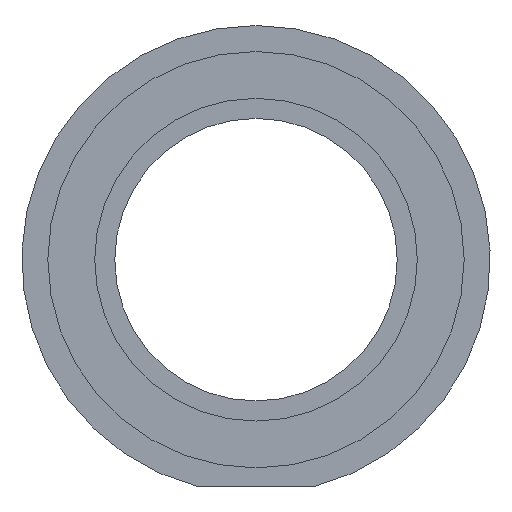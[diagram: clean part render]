
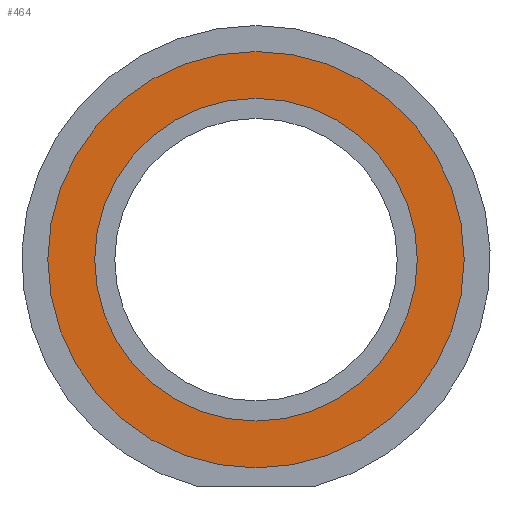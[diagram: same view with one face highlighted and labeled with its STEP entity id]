
A CAD part, front view. The second image highlights one B-rep face of the part: STEP entity #464.
In plain terms, the highlighted planar face has unit normal (0, -1, 0).
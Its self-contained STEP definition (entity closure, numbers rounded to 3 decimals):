
#2 = EDGE_CURVE ( 'NONE', #68, #497, #404, .T. ) ;
#16 = EDGE_LOOP ( 'NONE', ( #877, #751 ) ) ;
#17 = CARTESIAN_POINT ( 'NONE',  ( 0., 0., 0. ) ) ;
#52 = CIRCLE ( 'NONE', #778, 28. ) ;
#68 = VERTEX_POINT ( 'NONE', #326 ) ;
#116 = CIRCLE ( 'NONE', #839, 28. ) ;
#126 = CARTESIAN_POINT ( 'NONE',  ( 0., 0., -21.7 ) ) ;
#132 = AXIS2_PLACEMENT_3D ( 'NONE', #828, #182, #836 ) ;
#165 = EDGE_LOOP ( 'NONE', ( #525, #772 ) ) ;
#172 = FACE_OUTER_BOUND ( 'NONE', #16, .T. ) ;
#182 = DIRECTION ( 'NONE',  ( 0., 1., 0. ) ) ;
#253 = DIRECTION ( 'NONE',  ( 0., -1., 0. ) ) ;
#259 = DIRECTION ( 'NONE',  ( 0., -1., 0. ) ) ;
#260 = VERTEX_POINT ( 'NONE', #496 ) ;
#302 = DIRECTION ( 'NONE',  ( 0., 0., -1. ) ) ;
#315 = CARTESIAN_POINT ( 'NONE',  ( 0., 0., 0. ) ) ;
#324 = CIRCLE ( 'NONE', #895, 21.7 ) ;
#326 = CARTESIAN_POINT ( 'NONE',  ( 0., 0., 21.7 ) ) ;
#341 = AXIS2_PLACEMENT_3D ( 'NONE', #466, #259, #531 ) ;
#365 = DIRECTION ( 'NONE',  ( 0., -1., 0. ) ) ;
#396 = FACE_BOUND ( 'NONE', #165, .T. ) ;
#404 = CIRCLE ( 'NONE', #341, 21.7 ) ;
#464 = ADVANCED_FACE ( 'NONE', ( #396, #172 ), #841, .F. ) ;
#466 = CARTESIAN_POINT ( 'NONE',  ( 0., 0., 0. ) ) ;
#496 = CARTESIAN_POINT ( 'NONE',  ( 0., 0., -28. ) ) ;
#497 = VERTEX_POINT ( 'NONE', #126 ) ;
#523 = DIRECTION ( 'NONE',  ( 0., 0., -1. ) ) ;
#525 = ORIENTED_EDGE ( 'NONE', *, *, #907, .F. ) ;
#531 = DIRECTION ( 'NONE',  ( 0., 0., -1. ) ) ;
#582 = DIRECTION ( 'NONE',  ( 0., 0., -1. ) ) ;
#586 = CARTESIAN_POINT ( 'NONE',  ( 0., 0., 0. ) ) ;
#650 = DIRECTION ( 'NONE',  ( 0., -1., 0. ) ) ;
#712 = CARTESIAN_POINT ( 'NONE',  ( 0., 0., 28. ) ) ;
#751 = ORIENTED_EDGE ( 'NONE', *, *, #785, .T. ) ;
#772 = ORIENTED_EDGE ( 'NONE', *, *, #2, .F. ) ;
#778 = AXIS2_PLACEMENT_3D ( 'NONE', #315, #253, #523 ) ;
#785 = EDGE_CURVE ( 'NONE', #866, #260, #52, .T. ) ;
#828 = CARTESIAN_POINT ( 'NONE',  ( -31.5, 0., 0. ) ) ;
#836 = DIRECTION ( 'NONE',  ( 0., 0., 1. ) ) ;
#839 = AXIS2_PLACEMENT_3D ( 'NONE', #586, #650, #302 ) ;
#841 = PLANE ( 'NONE',  #132 ) ;
#866 = VERTEX_POINT ( 'NONE', #712 ) ;
#877 = ORIENTED_EDGE ( 'NONE', *, *, #920, .T. ) ;
#895 = AXIS2_PLACEMENT_3D ( 'NONE', #17, #365, #582 ) ;
#907 = EDGE_CURVE ( 'NONE', #497, #68, #324, .T. ) ;
#920 = EDGE_CURVE ( 'NONE', #260, #866, #116, .T. ) ;
